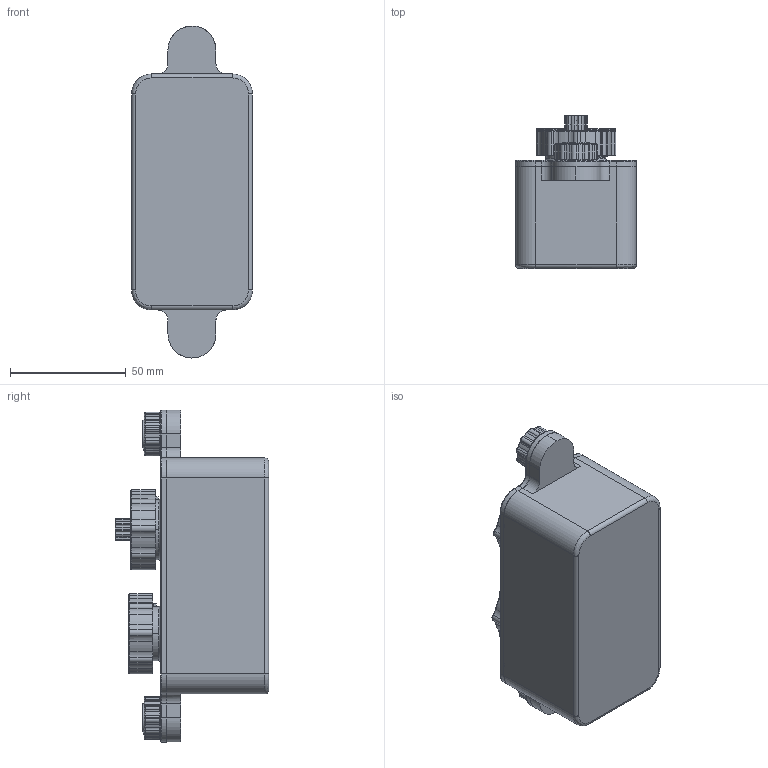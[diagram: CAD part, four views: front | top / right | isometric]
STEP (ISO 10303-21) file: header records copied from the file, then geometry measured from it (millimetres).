
FILE_DESCRIPTION(('FreeCAD Model'),'2;1');
FILE_NAME('Open CASCADE Shape Model','2025-04-26T22:31:41',('FreeCAD'),( 'FreeCAD'),'Open CASCADE STEP processor 7.6','FreeCAD','Unknown');
FILE_SCHEMA(('AUTOMOTIVE_DESIGN { 1 0 10303 214 1 1 1 1 }'));
Products named in the file (1): Open CASCADE STEP translator 7.6 1
Bounding box: 52.42 x 66.34 x 143.61 mm (x, y, z)
Volume: 125400.8 mm3; surface area: 104377.2 mm2
Topology: 12 solids, 18 shells, 1052 faces, 2555 edges, 1550 vertices
Faces by surface type: bspline 1052
Entity records: 44662 total; most frequent: CARTESIAN_POINT 30883, ORIENTED_EDGE 5072, EDGE_CURVE 2539, VERTEX_POINT 1550, FACE_BOUND 1124, EDGE_LOOP 1124, B_SPLINE_CURVE_WITH_KNOTS 1082, ADVANCED_FACE 1052
